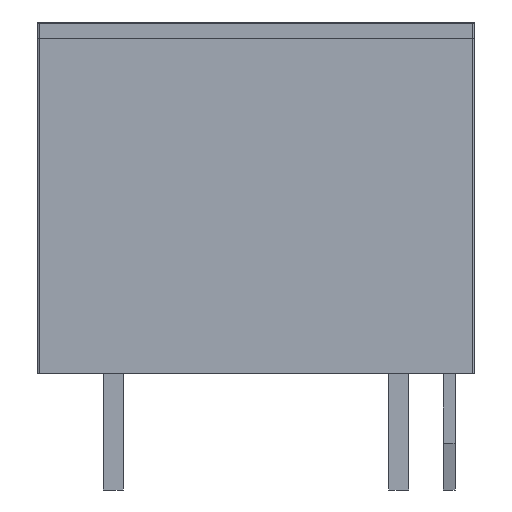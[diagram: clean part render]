
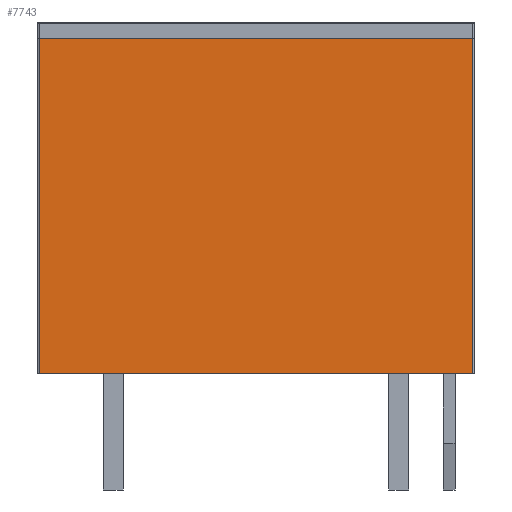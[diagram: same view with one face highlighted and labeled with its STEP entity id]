
A CAD part, left-side view. The second image highlights one B-rep face of the part: STEP entity #7743.
In plain terms, the highlighted planar face has unit normal (-1, 0, 0).
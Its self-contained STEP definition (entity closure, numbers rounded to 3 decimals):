
#7457 = VERTEX_POINT('',#7458);
#7458 = CARTESIAN_POINT('',(-7.55,-9.27,0.));
#7465 = EDGE_CURVE('',#7466,#7457,#7468,.T.);
#7466 = VERTEX_POINT('',#7467);
#7467 = CARTESIAN_POINT('',(-7.55,9.33,0.));
#7468 = LINE('',#7469,#7470);
#7469 = CARTESIAN_POINT('',(-7.55,9.43,0.));
#7470 = VECTOR('',#7471,1.);
#7471 = DIRECTION('',(0.,-1.,0.));
#7743 = ADVANCED_FACE('',(#7744),#7769,.T.);
#7744 = FACE_BOUND('',#7745,.T.);
#7745 = EDGE_LOOP('',(#7746,#7747,#7755,#7763));
#7746 = ORIENTED_EDGE('',*,*,#7465,.T.);
#7747 = ORIENTED_EDGE('',*,*,#7748,.T.);
#7748 = EDGE_CURVE('',#7457,#7749,#7751,.T.);
#7749 = VERTEX_POINT('',#7750);
#7750 = CARTESIAN_POINT('',(-7.55,-9.27,14.4));
#7751 = LINE('',#7752,#7753);
#7752 = CARTESIAN_POINT('',(-7.55,-9.27,0.));
#7753 = VECTOR('',#7754,1.);
#7754 = DIRECTION('',(0.,0.,1.));
#7755 = ORIENTED_EDGE('',*,*,#7756,.T.);
#7756 = EDGE_CURVE('',#7749,#7757,#7759,.T.);
#7757 = VERTEX_POINT('',#7758);
#7758 = CARTESIAN_POINT('',(-7.55,9.33,14.4));
#7759 = LINE('',#7760,#7761);
#7760 = CARTESIAN_POINT('',(-7.55,9.43,14.4));
#7761 = VECTOR('',#7762,1.);
#7762 = DIRECTION('',(0.,1.,0.));
#7763 = ORIENTED_EDGE('',*,*,#7764,.T.);
#7764 = EDGE_CURVE('',#7757,#7466,#7765,.T.);
#7765 = LINE('',#7766,#7767);
#7766 = CARTESIAN_POINT('',(-7.55,9.33,0.));
#7767 = VECTOR('',#7768,1.);
#7768 = DIRECTION('',(0.,0.,-1.));
#7769 = PLANE('',#7770);
#7770 = AXIS2_PLACEMENT_3D('',#7771,#7772,#7773);
#7771 = CARTESIAN_POINT('',(-7.55,9.43,0.));
#7772 = DIRECTION('',(-1.,0.,0.));
#7773 = DIRECTION('',(0.,-1.,0.));
